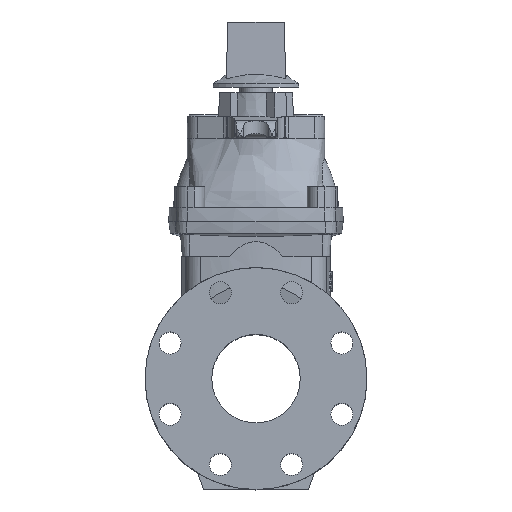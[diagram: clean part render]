
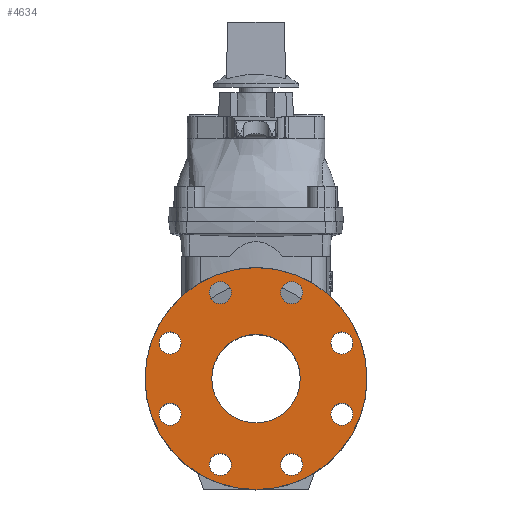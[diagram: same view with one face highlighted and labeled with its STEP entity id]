
A CAD part, top view. The second image highlights one B-rep face of the part: STEP entity #4634.
In plain terms, the highlighted planar face has unit normal (0, 0, 1).
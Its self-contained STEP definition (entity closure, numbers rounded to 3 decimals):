
#397 = EDGE_CURVE ( 'NONE', #12221, #12221, #13996, .T. ) ;
#398 = EDGE_CURVE ( 'NONE', #12222, #12222, #14001, .T. ) ;
#405 = EDGE_CURVE ( 'NONE', #12226, #12226, #14010, .T. ) ;
#410 = EDGE_CURVE ( 'NONE', #12229, #12229, #14015, .T. ) ;
#416 = EDGE_CURVE ( 'NONE', #12233, #12233, #14018, .T. ) ;
#421 = EDGE_CURVE ( 'NONE', #12236, #12236, #14023, .T. ) ;
#422 = EDGE_CURVE ( 'NONE', #12237, #12237, #14031, .T. ) ;
#426 = EDGE_CURVE ( 'NONE', #12238, #12238, #14034, .T. ) ;
#427 = EDGE_CURVE ( 'NONE', #12239, #12239, #14038, .T. ) ;
#428 = EDGE_CURVE ( 'NONE', #12240, #12240, #14039, .T. ) ;
#1113 = EDGE_LOOP ( 'NONE', ( #9420 ) ) ;
#1114 = EDGE_LOOP ( 'NONE', ( #9424 ) ) ;
#1116 = EDGE_LOOP ( 'NONE', ( #9413 ) ) ;
#1119 = EDGE_LOOP ( 'NONE', ( #9409 ) ) ;
#1123 = EDGE_LOOP ( 'NONE', ( #9426 ) ) ;
#1127 = EDGE_LOOP ( 'NONE', ( #9391 ) ) ;
#1143 = EDGE_LOOP ( 'NONE', ( #9368 ) ) ;
#1145 = EDGE_LOOP ( 'NONE', ( #9411 ) ) ;
#1154 = EDGE_LOOP ( 'NONE', ( #9418 ) ) ;
#4634 = ADVANCED_FACE ( 'NONE', ( #6339, #6341, #6347, #6342, #6348, #6346, #6350, #6351, #6352, #6353 ), #7280, .T. ) ;
#6339 = FACE_BOUND ( 'NONE', #8359, .T. ) ;
#6341 = FACE_BOUND ( 'NONE', #1119, .T. ) ;
#6342 = FACE_BOUND ( 'NONE', #1145, .T. ) ;
#6346 = FACE_OUTER_BOUND ( 'NONE', #1154, .T. ) ;
#6347 = FACE_BOUND ( 'NONE', #1127, .T. ) ;
#6348 = FACE_BOUND ( 'NONE', #1116, .T. ) ;
#6350 = FACE_BOUND ( 'NONE', #1113, .T. ) ;
#6351 = FACE_BOUND ( 'NONE', #1114, .T. ) ;
#6352 = FACE_BOUND ( 'NONE', #1123, .T. ) ;
#6353 = FACE_BOUND ( 'NONE', #1143, .T. ) ;
#7278 = DIRECTION ( 'NONE',  ( 0., 0., 1. ) ) ;
#7280 = PLANE ( 'NONE',  #12653 ) ;
#7282 = CARTESIAN_POINT ( 'NONE',  ( 0., 95.5, 101.5 ) ) ;
#7284 = DIRECTION ( 'NONE',  ( -1., 0., 0. ) ) ;
#8359 = EDGE_LOOP ( 'NONE', ( #9403 ) ) ;
#9368 = ORIENTED_EDGE ( 'NONE', *, *, #421, .T. ) ;
#9391 = ORIENTED_EDGE ( 'NONE', *, *, #398, .F. ) ;
#9403 = ORIENTED_EDGE ( 'NONE', *, *, #428, .T. ) ;
#9409 = ORIENTED_EDGE ( 'NONE', *, *, #422, .T. ) ;
#9411 = ORIENTED_EDGE ( 'NONE', *, *, #410, .F. ) ;
#9413 = ORIENTED_EDGE ( 'NONE', *, *, #427, .F. ) ;
#9418 = ORIENTED_EDGE ( 'NONE', *, *, #405, .T. ) ;
#9420 = ORIENTED_EDGE ( 'NONE', *, *, #416, .F. ) ;
#9424 = ORIENTED_EDGE ( 'NONE', *, *, #426, .F. ) ;
#9426 = ORIENTED_EDGE ( 'NONE', *, *, #397, .T. ) ;
#10256 = CARTESIAN_POINT ( 'NONE',  ( 73.91, 30.615, 101.5 ) ) ;
#10257 = DIRECTION ( 'NONE',  ( 0., 0., -1. ) ) ;
#10258 = DIRECTION ( 'NONE',  ( 1., 0., 0. ) ) ;
#10260 = CARTESIAN_POINT ( 'NONE',  ( -73.91, -30.615, 101.5 ) ) ;
#10261 = DIRECTION ( 'NONE',  ( 0., 0., 1. ) ) ;
#10262 = DIRECTION ( 'NONE',  ( -1., 0., 0. ) ) ;
#10278 = CARTESIAN_POINT ( 'NONE',  ( 0., 0., 101.5 ) ) ;
#10279 = DIRECTION ( 'NONE',  ( 0., 0., 1. ) ) ;
#10280 = DIRECTION ( 'NONE',  ( 1., 0., 0. ) ) ;
#10293 = CARTESIAN_POINT ( 'NONE',  ( -30.615, 73.91, 101.5 ) ) ;
#10294 = DIRECTION ( 'NONE',  ( 0., 0., 1. ) ) ;
#10295 = DIRECTION ( 'NONE',  ( -1., 0., 0. ) ) ;
#10310 = CARTESIAN_POINT ( 'NONE',  ( -73.91, 30.615, 101.5 ) ) ;
#10311 = DIRECTION ( 'NONE',  ( 0., 0., 1. ) ) ;
#10312 = DIRECTION ( 'NONE',  ( -1., 0., 0. ) ) ;
#10323 = CARTESIAN_POINT ( 'NONE',  ( 30.615, -73.91, 101.5 ) ) ;
#10324 = DIRECTION ( 'NONE',  ( 0., 0., -1. ) ) ;
#10325 = DIRECTION ( 'NONE',  ( 1., 0., 0. ) ) ;
#10326 = CARTESIAN_POINT ( 'NONE',  ( 30.615, 73.91, 101.5 ) ) ;
#10327 = DIRECTION ( 'NONE',  ( 0., 0., -1. ) ) ;
#10328 = DIRECTION ( 'NONE',  ( 1., 0., 0. ) ) ;
#10336 = CARTESIAN_POINT ( 'NONE',  ( -30.615, -73.91, 101.5 ) ) ;
#10337 = DIRECTION ( 'NONE',  ( 0., 0., 1. ) ) ;
#10338 = DIRECTION ( 'NONE',  ( -1., 0., 0. ) ) ;
#10340 = CARTESIAN_POINT ( 'NONE',  ( 0., 0., 101.5 ) ) ;
#10341 = DIRECTION ( 'NONE',  ( 0., 0., 1. ) ) ;
#10342 = DIRECTION ( 'NONE',  ( 1., 0., 0. ) ) ;
#10343 = CARTESIAN_POINT ( 'NONE',  ( 73.91, -30.615, 101.5 ) ) ;
#10344 = DIRECTION ( 'NONE',  ( 0., 0., -1. ) ) ;
#10345 = DIRECTION ( 'NONE',  ( 1., 0., 0. ) ) ;
#12040 = CARTESIAN_POINT ( 'NONE',  ( 83.41, 30.615, 101.5 ) ) ;
#12041 = CARTESIAN_POINT ( 'NONE',  ( -83.41, -30.615, 101.5 ) ) ;
#12045 = CARTESIAN_POINT ( 'NONE',  ( 95.5, 0., 101.5 ) ) ;
#12048 = CARTESIAN_POINT ( 'NONE',  ( -40.115, 73.91, 101.5 ) ) ;
#12052 = CARTESIAN_POINT ( 'NONE',  ( -83.41, 30.615, 101.5 ) ) ;
#12055 = CARTESIAN_POINT ( 'NONE',  ( 40.115, -73.91, 101.5 ) ) ;
#12056 = CARTESIAN_POINT ( 'NONE',  ( 40.115, 73.91, 101.5 ) ) ;
#12057 = CARTESIAN_POINT ( 'NONE',  ( -40.115, -73.91, 101.5 ) ) ;
#12058 = CARTESIAN_POINT ( 'NONE',  ( 38.1, 0., 101.5 ) ) ;
#12059 = CARTESIAN_POINT ( 'NONE',  ( 83.41, -30.615, 101.5 ) ) ;
#12221 = VERTEX_POINT ( 'NONE', #12040 ) ;
#12222 = VERTEX_POINT ( 'NONE', #12041 ) ;
#12226 = VERTEX_POINT ( 'NONE', #12045 ) ;
#12229 = VERTEX_POINT ( 'NONE', #12048 ) ;
#12233 = VERTEX_POINT ( 'NONE', #12052 ) ;
#12236 = VERTEX_POINT ( 'NONE', #12055 ) ;
#12237 = VERTEX_POINT ( 'NONE', #12056 ) ;
#12238 = VERTEX_POINT ( 'NONE', #12057 ) ;
#12239 = VERTEX_POINT ( 'NONE', #12058 ) ;
#12240 = VERTEX_POINT ( 'NONE', #12059 ) ;
#12523 = AXIS2_PLACEMENT_3D ( 'NONE', #10256, #10257, #10258 ) ;
#12524 = AXIS2_PLACEMENT_3D ( 'NONE', #10260, #10261, #10262 ) ;
#12529 = AXIS2_PLACEMENT_3D ( 'NONE', #10278, #10279, #10280 ) ;
#12534 = AXIS2_PLACEMENT_3D ( 'NONE', #10293, #10294, #10295 ) ;
#12538 = AXIS2_PLACEMENT_3D ( 'NONE', #10310, #10311, #10312 ) ;
#12541 = AXIS2_PLACEMENT_3D ( 'NONE', #10323, #10324, #10325 ) ;
#12542 = AXIS2_PLACEMENT_3D ( 'NONE', #10326, #10327, #10328 ) ;
#12544 = AXIS2_PLACEMENT_3D ( 'NONE', #10336, #10337, #10338 ) ;
#12545 = AXIS2_PLACEMENT_3D ( 'NONE', #10340, #10341, #10342 ) ;
#12546 = AXIS2_PLACEMENT_3D ( 'NONE', #10343, #10344, #10345 ) ;
#12653 = AXIS2_PLACEMENT_3D ( 'NONE', #7282, #7278, #7284 ) ;
#13996 = CIRCLE ( 'NONE', #12523, 9.5 ) ;
#14001 = CIRCLE ( 'NONE', #12524, 9.5 ) ;
#14010 = CIRCLE ( 'NONE', #12529, 95.5 ) ;
#14015 = CIRCLE ( 'NONE', #12534, 9.5 ) ;
#14018 = CIRCLE ( 'NONE', #12538, 9.5 ) ;
#14023 = CIRCLE ( 'NONE', #12541, 9.5 ) ;
#14031 = CIRCLE ( 'NONE', #12542, 9.5 ) ;
#14034 = CIRCLE ( 'NONE', #12544, 9.5 ) ;
#14038 = CIRCLE ( 'NONE', #12545, 38.1 ) ;
#14039 = CIRCLE ( 'NONE', #12546, 9.5 ) ;
